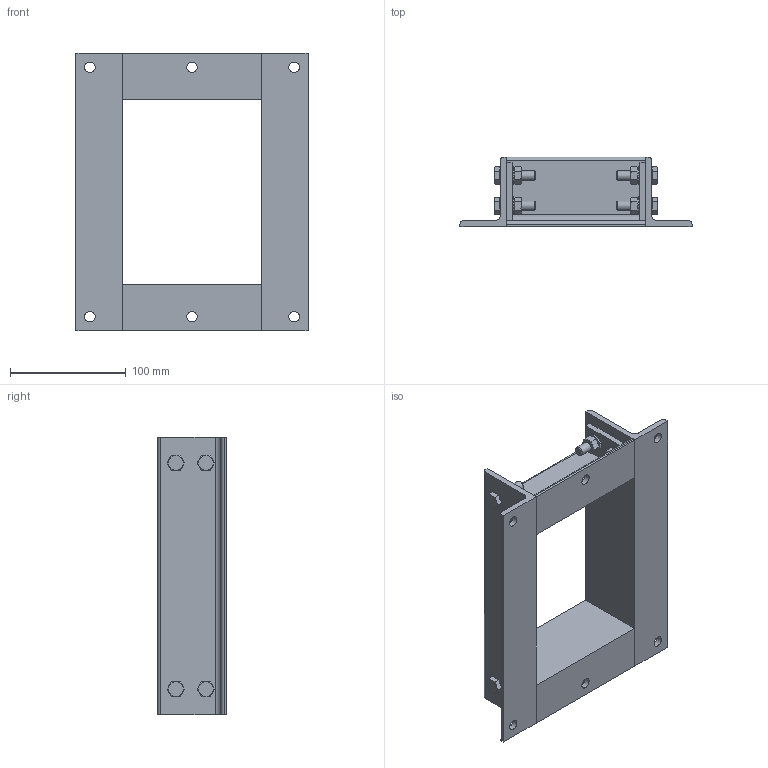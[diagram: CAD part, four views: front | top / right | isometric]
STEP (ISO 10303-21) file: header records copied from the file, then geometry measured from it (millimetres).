
FILE_DESCRIPTION((''),'2;1');
FILE_NAME('B4x1.stp','2014-02-24T10:57:02',(''),(''),'Autodesk Inventor 2013','Autodesk Inventor 2013','');
FILE_SCHEMA(('AUTOMOTIVE_DESIGN { 1 0 10303 214 1 1 1 1 }'));
Length unit declared in the file: millimetre
Products named in the file (8): B SINGLE; SHORT SIDE; Longside with Fasteners SIZE 4; LONG SIDE SIZE 4; Fasteners for Longside; ISO 4017 M8 x 30; ISO 7089 8 - 140 HV; ISO 4032 M8
Assembly tree (12 placements, depth 4):
  B SINGLE
    SHORT SIDE  x2
    Longside with Fasteners SIZE 4  x2
      LONG SIDE SIZE 4
      Fasteners for Longside
        ISO 4017 M8 x 30
        ISO 7089 8 - 140 HV
        ISO 4032 M8
Bounding box: 200.5 x 60 x 239.5 mm (x, y, z)
Volume: 387204.4 mm3; surface area: 173166.7 mm2
Topology: 28 solids, 28 shells, 366 faces, 820 edges, 526 vertices
Faces by surface type: plane 204, cone 88, cylinder 74
Full cylindrical faces by diameter (mm): 6.647 x8, 8 x8, 8.4 x8, 8.5 x16, 9 x6, 11.63 x8, 16 x8
Entity records: 2385 total; most frequent: CARTESIAN_POINT 415, DIRECTION 378, ORIENTED_EDGE 314, EDGE_CURVE 157, AXIS2_PLACEMENT_3D 150, EDGE_LOOP 124, VERTEX_POINT 115, VECTOR 78
